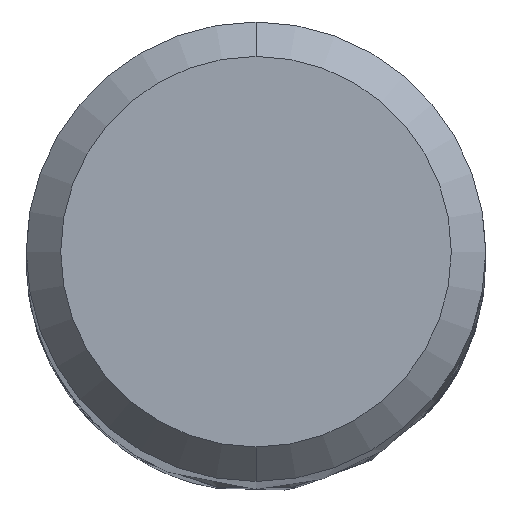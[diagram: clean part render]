
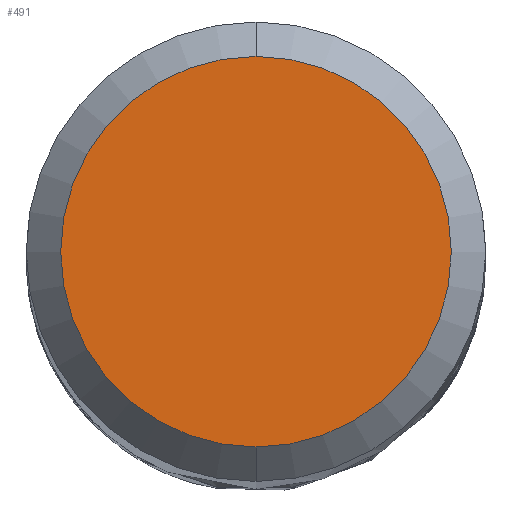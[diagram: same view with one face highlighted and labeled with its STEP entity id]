
A CAD part, top view. The second image highlights one B-rep face of the part: STEP entity #491.
In plain terms, the highlighted planar face has unit normal (0, 0, 1).
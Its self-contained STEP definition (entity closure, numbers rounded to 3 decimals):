
#297=EDGE_CURVE('',#583,#345,#836,.T.);
#345=VERTEX_POINT('',#889);
#491=ADVANCED_FACE('',(#1050),#1051,.T.);
#529=EDGE_CURVE('',#345,#583,#1090,.T.);
#583=VERTEX_POINT('',#1150);
#836=CIRCLE('',#1454,1.7);
#889=CARTESIAN_POINT('',(0.0,1.7,0.0));
#1050=FACE_OUTER_BOUND('',#3137,.T.);
#1051=PLANE('',#3138);
#1090=CIRCLE('',#3194,1.7);
#1150=CARTESIAN_POINT('',(0.,-1.7,0.0));
#1454=AXIS2_PLACEMENT_3D('',#5151,#5152,#5153);
#3137=EDGE_LOOP('',(#5375,#5376));
#3138=AXIS2_PLACEMENT_3D('',#5377,#5378,#5379);
#3194=AXIS2_PLACEMENT_3D('',#5403,#5404,#5405);
#5151=CARTESIAN_POINT('',(0.0,0.0,0.0));
#5152=DIRECTION('',(0.0,0.0,-1.0));
#5153=DIRECTION('',(0.0,1.0,0.0));
#5375=ORIENTED_EDGE('',*,*,#529,.F.);
#5376=ORIENTED_EDGE('',*,*,#297,.F.);
#5377=CARTESIAN_POINT('',(0.0,0.85,0.0));
#5378=DIRECTION('',(-0.0,0.0,1.0));
#5379=DIRECTION('',(0.0,-1.0,0.0));
#5403=CARTESIAN_POINT('',(0.0,0.0,0.0));
#5404=DIRECTION('',(0.0,0.0,-1.0));
#5405=DIRECTION('',(0.0,1.0,0.0));
